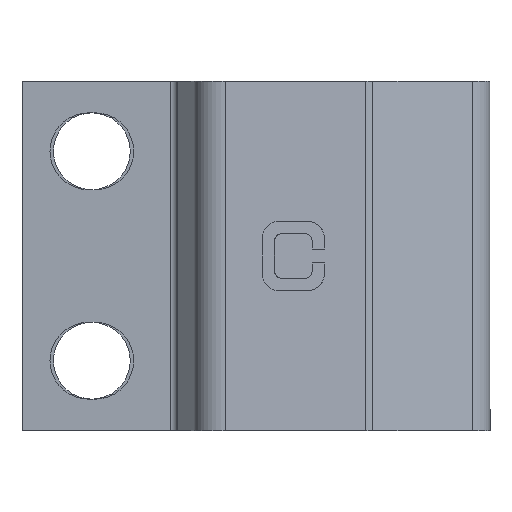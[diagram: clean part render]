
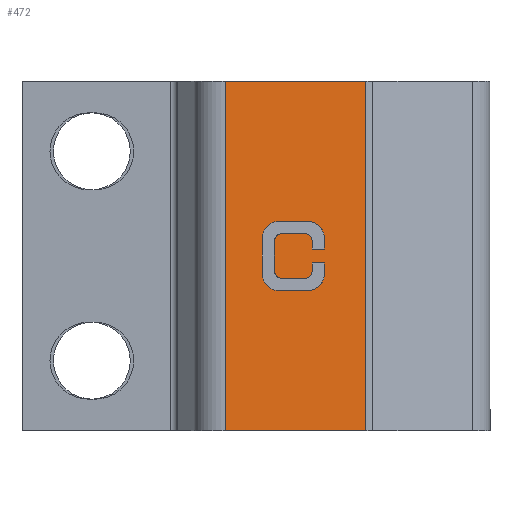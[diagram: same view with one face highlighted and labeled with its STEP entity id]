
A CAD part, left-side view. The second image highlights one B-rep face of the part: STEP entity #472.
In plain terms, the highlighted planar face has unit normal (-0.993, -0.122, 0).
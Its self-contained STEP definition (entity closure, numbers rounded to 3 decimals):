
#472=ADVANCED_FACE('',(#1211,#1213),#1215,.T.);
#1211=FACE_BOUND('',#1212,.T.);
#1212=EDGE_LOOP('',(#1726,#1727,#1728,#1729));
#1213=FACE_BOUND('',#1214,.T.);
#1214=EDGE_LOOP('',(#1730,#1731,#1732,#1733,#1734,#1735,#1736,#1737,#1738,#1739,
#1740,#1741,#1742,#1743,#1744,#1745,#1746,#1747,#1748,#1749));
#1215=PLANE('',#1216);
#1216=AXIS2_PLACEMENT_3D('',#1217,#1218,#1219);
#1217=CARTESIAN_POINT('',(-46.127,7.8,-50.));
#1218=DIRECTION('',(-0.993,-0.122,0.));
#1219=DIRECTION('',(0.,0.,1.));
#1726=ORIENTED_EDGE('',*,*,#2054,.T.);
#1727=ORIENTED_EDGE('',*,*,#2044,.T.);
#1728=ORIENTED_EDGE('',*,*,#2038,.T.);
#1729=ORIENTED_EDGE('',*,*,#2040,.T.);
#1730=ORIENTED_EDGE('',*,*,#2055,.T.);
#1731=ORIENTED_EDGE('',*,*,#2056,.T.);
#1732=ORIENTED_EDGE('',*,*,#2057,.T.);
#1733=ORIENTED_EDGE('',*,*,#2058,.T.);
#1734=ORIENTED_EDGE('',*,*,#2059,.T.);
#1735=ORIENTED_EDGE('',*,*,#2060,.T.);
#1736=ORIENTED_EDGE('',*,*,#2061,.T.);
#1737=ORIENTED_EDGE('',*,*,#2062,.T.);
#1738=ORIENTED_EDGE('',*,*,#2063,.T.);
#1739=ORIENTED_EDGE('',*,*,#2064,.T.);
#1740=ORIENTED_EDGE('',*,*,#2065,.T.);
#1741=ORIENTED_EDGE('',*,*,#2066,.T.);
#1742=ORIENTED_EDGE('',*,*,#2067,.T.);
#1743=ORIENTED_EDGE('',*,*,#2068,.T.);
#1744=ORIENTED_EDGE('',*,*,#2069,.T.);
#1745=ORIENTED_EDGE('',*,*,#2070,.T.);
#1746=ORIENTED_EDGE('',*,*,#2071,.T.);
#1747=ORIENTED_EDGE('',*,*,#2072,.T.);
#1748=ORIENTED_EDGE('',*,*,#2073,.T.);
#1749=ORIENTED_EDGE('',*,*,#2074,.T.);
#2038=EDGE_CURVE('',#2284,#2278,#2302,.T.);
#2040=EDGE_CURVE('',#2278,#2304,#2306,.T.);
#2044=EDGE_CURVE('',#2308,#2284,#2312,.T.);
#2054=EDGE_CURVE('',#2304,#2308,#2326,.T.);
#2055=EDGE_CURVE('',#2327,#2328,#2329,.F.);
#2056=EDGE_CURVE('',#2328,#2330,#2331,.F.);
#2057=EDGE_CURVE('',#2330,#2332,#2333,.F.);
#2058=EDGE_CURVE('',#2332,#2334,#2335,.F.);
#2059=EDGE_CURVE('',#2334,#2336,#2337,.F.);
#2060=EDGE_CURVE('',#2336,#2338,#2339,.F.);
#2061=EDGE_CURVE('',#2338,#2340,#2341,.F.);
#2062=EDGE_CURVE('',#2340,#2342,#2343,.F.);
#2063=EDGE_CURVE('',#2342,#2344,#2345,.F.);
#2064=EDGE_CURVE('',#2344,#2346,#2347,.F.);
#2065=EDGE_CURVE('',#2346,#2348,#2349,.F.);
#2066=EDGE_CURVE('',#2348,#2350,#2351,.F.);
#2067=EDGE_CURVE('',#2350,#2352,#2353,.F.);
#2068=EDGE_CURVE('',#2352,#2354,#2355,.F.);
#2069=EDGE_CURVE('',#2354,#2356,#2357,.F.);
#2070=EDGE_CURVE('',#2356,#2358,#2359,.F.);
#2071=EDGE_CURVE('',#2358,#2360,#2361,.F.);
#2072=EDGE_CURVE('',#2360,#2362,#2363,.F.);
#2073=EDGE_CURVE('',#2362,#2364,#2365,.F.);
#2074=EDGE_CURVE('',#2364,#2327,#2366,.F.);
#2278=VERTEX_POINT('',#2786);
#2284=VERTEX_POINT('',#2802);
#2302=LINE('',#2848,#2849);
#2304=VERTEX_POINT('',#2852);
#2306=LINE('',#2856,#2857);
#2308=VERTEX_POINT('',#2862);
#2312=LINE('',#2870,#2871);
#2326=LINE('',#2906,#2907);
#2327=VERTEX_POINT('',#2909);
#2328=VERTEX_POINT('',#2910);
#2329=LINE('',#2911,#2912);
#2330=VERTEX_POINT('',#2914);
#2331=CIRCLE('',#2915,2.5);
#2332=VERTEX_POINT('',#2919);
#2333=LINE('',#2920,#2921);
#2334=VERTEX_POINT('',#2923);
#2335=CIRCLE('',#2924,2.5);
#2336=VERTEX_POINT('',#2928);
#2337=LINE('',#2929,#2930);
#2338=VERTEX_POINT('',#2932);
#2339=CIRCLE('',#2933,2.5);
#2340=VERTEX_POINT('',#2937);
#2341=LINE('',#2938,#2939);
#2342=VERTEX_POINT('',#2941);
#2343=LINE('',#2942,#2943);
#2344=VERTEX_POINT('',#2945);
#2345=LINE('',#2946,#2947);
#2346=VERTEX_POINT('',#2949);
#2347=CIRCLE('',#2950,1.);
#2348=VERTEX_POINT('',#2954);
#2349=LINE('',#2955,#2956);
#2350=VERTEX_POINT('',#2958);
#2351=CIRCLE('',#2959,1.);
#2352=VERTEX_POINT('',#2963);
#2353=LINE('',#2964,#2965);
#2354=VERTEX_POINT('',#2967);
#2355=CIRCLE('',#2968,1.);
#2356=VERTEX_POINT('',#2972);
#2357=LINE('',#2973,#2974);
#2358=VERTEX_POINT('',#2976);
#2359=CIRCLE('',#2977,1.);
#2360=VERTEX_POINT('',#2981);
#2361=LINE('',#2982,#2983);
#2362=VERTEX_POINT('',#2985);
#2363=LINE('',#2986,#2987);
#2364=VERTEX_POINT('',#2989);
#2365=LINE('',#2990,#2991);
#2366=CIRCLE('',#2993,2.5);
#2786=CARTESIAN_POINT('',(-41.593,-29.121,-50.));
#2802=CARTESIAN_POINT('',(-41.593,-29.121,0.));
#2848=CARTESIAN_POINT('',(-41.593,-29.121,0.));
#2849=VECTOR('',#2850,1.);
#2850=DIRECTION('',(0.,0.,-1.));
#2852=CARTESIAN_POINT('',(-39.124,-49.228,-50.));
#2856=CARTESIAN_POINT('',(-41.593,-29.121,-50.));
#2857=VECTOR('',#2858,1.);
#2858=DIRECTION('',(0.122,-0.993,0.));
#2862=CARTESIAN_POINT('',(-39.124,-49.228,0.));
#2870=CARTESIAN_POINT('',(-39.124,-49.228,0.));
#2871=VECTOR('',#2872,1.);
#2872=DIRECTION('',(-0.122,0.993,0.));
#2906=CARTESIAN_POINT('',(-39.124,-49.228,-50.));
#2907=VECTOR('',#2908,1.);
#2908=DIRECTION('',(0.,0.,1.));
#2909=CARTESIAN_POINT('',(-40.155,-40.836,-30.002));
#2910=CARTESIAN_POINT('',(-40.642,-36.866,-30.002));
#2911=CARTESIAN_POINT('',(-40.642,-36.866,-30.002));
#2912=VECTOR('',#2913,1.);
#2913=DIRECTION('',(0.122,-0.993,0.));
#2914=CARTESIAN_POINT('',(-40.947,-34.385,-27.502));
#2915=AXIS2_PLACEMENT_3D('',#2916,#2917,#2918);
#2916=CARTESIAN_POINT('',(-40.642,-36.866,-27.502));
#2917=DIRECTION('',(-0.993,-0.122,0.));
#2918=DIRECTION('',(-0.122,0.993,0.));
#2919=CARTESIAN_POINT('',(-40.947,-34.385,-22.498));
#2920=CARTESIAN_POINT('',(-40.947,-34.385,-22.498));
#2921=VECTOR('',#2922,1.);
#2922=DIRECTION('',(0.,0.,-1.));
#2923=CARTESIAN_POINT('',(-40.642,-36.866,-19.998));
#2924=AXIS2_PLACEMENT_3D('',#2925,#2926,#2927);
#2925=CARTESIAN_POINT('',(-40.642,-36.866,-22.498));
#2926=DIRECTION('',(-0.993,-0.122,0.));
#2927=DIRECTION('',(0.,0.,1.));
#2928=CARTESIAN_POINT('',(-40.155,-40.836,-19.998));
#2929=CARTESIAN_POINT('',(-40.155,-40.836,-19.998));
#2930=VECTOR('',#2931,1.);
#2931=DIRECTION('',(-0.122,0.993,0.));
#2932=CARTESIAN_POINT('',(-39.85,-43.318,-22.498));
#2933=AXIS2_PLACEMENT_3D('',#2934,#2935,#2936);
#2934=CARTESIAN_POINT('',(-40.155,-40.836,-22.498));
#2935=DIRECTION('',(-0.993,-0.122,0.));
#2936=DIRECTION('',(0.122,-0.993,0.));
#2937=CARTESIAN_POINT('',(-39.85,-43.318,-24.));
#2938=CARTESIAN_POINT('',(-39.85,-43.318,-24.));
#2939=VECTOR('',#2940,1.);
#2940=DIRECTION('',(0.,0.,1.));
#2941=CARTESIAN_POINT('',(-40.069,-41.531,-24.));
#2942=CARTESIAN_POINT('',(-40.069,-41.531,-24.));
#2943=VECTOR('',#2944,1.);
#2944=DIRECTION('',(0.122,-0.993,0.));
#2945=CARTESIAN_POINT('',(-40.069,-41.531,-22.798));
#2946=CARTESIAN_POINT('',(-40.069,-41.531,-22.798));
#2947=VECTOR('',#2948,1.);
#2948=DIRECTION('',(0.,0.,-1.));
#2949=CARTESIAN_POINT('',(-40.191,-40.539,-21.798));
#2950=AXIS2_PLACEMENT_3D('',#2951,#2952,#2953);
#2951=CARTESIAN_POINT('',(-40.191,-40.539,-22.798));
#2952=DIRECTION('',(0.993,0.122,-0.));
#2953=DIRECTION('',(0.,0.,1.));
#2954=CARTESIAN_POINT('',(-40.606,-37.164,-21.798));
#2955=CARTESIAN_POINT('',(-40.606,-37.164,-21.798));
#2956=VECTOR('',#2957,1.);
#2957=DIRECTION('',(0.122,-0.993,0.));
#2958=CARTESIAN_POINT('',(-40.728,-36.171,-22.798));
#2959=AXIS2_PLACEMENT_3D('',#2960,#2961,#2962);
#2960=CARTESIAN_POINT('',(-40.606,-37.164,-22.798));
#2961=DIRECTION('',(0.993,0.122,-0.));
#2962=DIRECTION('',(-0.122,0.993,0.));
#2963=CARTESIAN_POINT('',(-40.728,-36.171,-27.202));
#2964=CARTESIAN_POINT('',(-40.728,-36.171,-27.202));
#2965=VECTOR('',#2966,1.);
#2966=DIRECTION('',(0.,0.,1.));
#2967=CARTESIAN_POINT('',(-40.606,-37.164,-28.202));
#2968=AXIS2_PLACEMENT_3D('',#2969,#2970,#2971);
#2969=CARTESIAN_POINT('',(-40.606,-37.164,-27.202));
#2970=DIRECTION('',(0.993,0.122,0.));
#2971=DIRECTION('',(0.,0.,-1.));
#2972=CARTESIAN_POINT('',(-40.191,-40.539,-28.202));
#2973=CARTESIAN_POINT('',(-40.191,-40.539,-28.202));
#2974=VECTOR('',#2975,1.);
#2975=DIRECTION('',(-0.122,0.993,0.));
#2976=CARTESIAN_POINT('',(-40.069,-41.531,-27.202));
#2977=AXIS2_PLACEMENT_3D('',#2978,#2979,#2980);
#2978=CARTESIAN_POINT('',(-40.191,-40.539,-27.202));
#2979=DIRECTION('',(0.993,0.122,0.));
#2980=DIRECTION('',(0.122,-0.993,0.));
#2981=CARTESIAN_POINT('',(-40.069,-41.531,-26.));
#2982=CARTESIAN_POINT('',(-40.069,-41.531,-26.));
#2983=VECTOR('',#2984,1.);
#2984=DIRECTION('',(0.,0.,-1.));
#2985=CARTESIAN_POINT('',(-39.85,-43.318,-26.));
#2986=CARTESIAN_POINT('',(-39.85,-43.318,-26.));
#2987=VECTOR('',#2988,1.);
#2988=DIRECTION('',(-0.122,0.993,0.));
#2989=CARTESIAN_POINT('',(-39.85,-43.318,-27.502));
#2990=CARTESIAN_POINT('',(-39.85,-43.318,-27.502));
#2991=VECTOR('',#2992,1.);
#2992=DIRECTION('',(0.,0.,1.));
#2993=AXIS2_PLACEMENT_3D('',#2994,#2995,#2996);
#2994=CARTESIAN_POINT('',(-40.155,-40.836,-27.502));
#2995=DIRECTION('',(-0.993,-0.122,0.));
#2996=DIRECTION('',(0.,0.,-1.));
